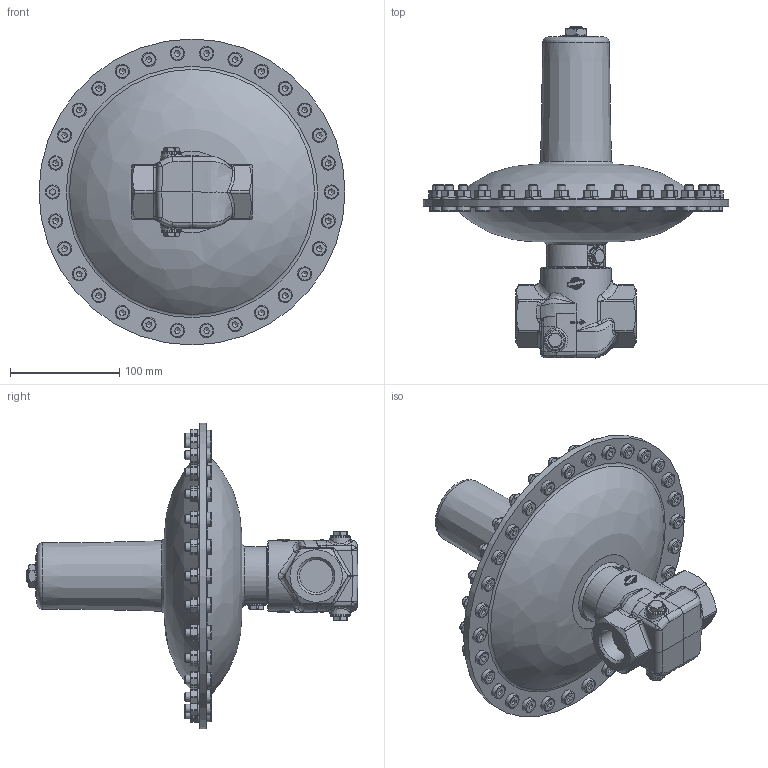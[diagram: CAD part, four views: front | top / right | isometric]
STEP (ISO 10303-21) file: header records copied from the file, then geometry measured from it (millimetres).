
FILE_DESCRIPTION(/* description */ (''),/* implementation_level */ '2;1');
FILE_NAME(/* name */ '074304-10380.stp',/* time_stamp */ '2023-12-11T15:58:32+01:00',/* author */ ('junkers'),/* organization */ (''),/* preprocessor_version */ 'ST-DEVELOPER v19.2',/* originating_system */ 'Autodesk Inventor 2023',/* authorisation */ '');
FILE_SCHEMA (('AUTOMOTIVE_DESIGN { 1 0 10303 214 3 1 1 }'));
Products named in the file (1): 074304-10380-step
Bounding box: 280 x 303.8 x 280 mm (x, y, z)
Volume: 2942799.9 mm3; surface area: 244181.2 mm2
Topology: 1 solids, 1 shells, 2550 faces, 6834 edges, 4317 vertices
Faces by surface type: plane 887, cylinder 670, cone 485, bspline 418, torus 82, sphere 8
Full cylindrical faces by diameter (mm): 3 x1, 3.2 x2, 8 x34, 9 x60, 12 x1, 13 x30, 18 x4, 20 x1, 30.3 x2, 50 x2, 50.6 x1, 54 x1, 65 x1, 280 x1
Entity records: 108027 total; most frequent: CARTESIAN_POINT 49511, ORIENTED_EDGE 13592, DIRECTION 10976, EDGE_CURVE 6796, AXIS2_PLACEMENT_3D 4540, VERTEX_POINT 4317, EDGE_LOOP 2739, FACE_OUTER_BOUND 2550
